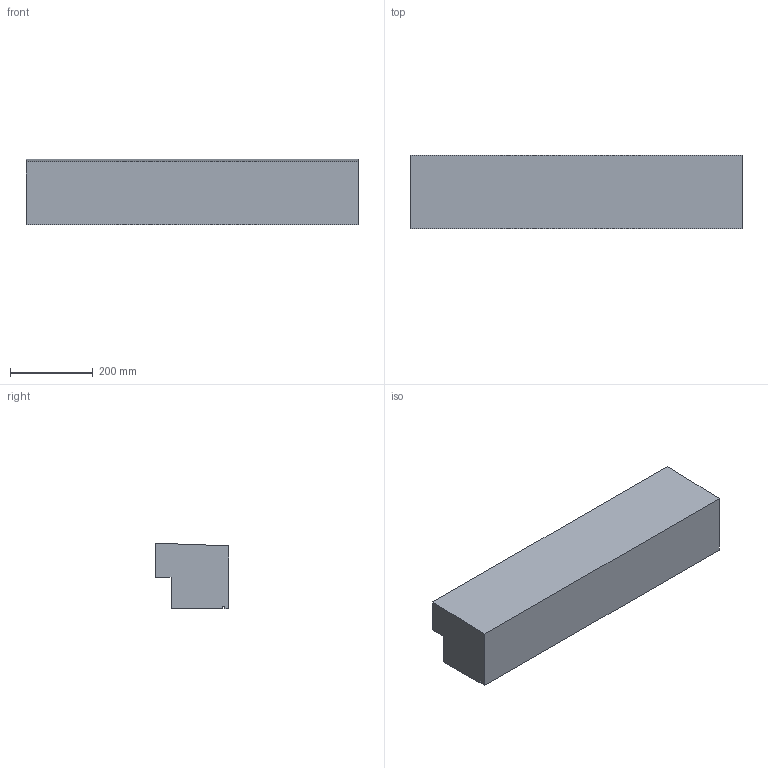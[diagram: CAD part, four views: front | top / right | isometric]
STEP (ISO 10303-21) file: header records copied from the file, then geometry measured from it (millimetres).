
FILE_DESCRIPTION(/* description */ (''),/* implementation_level */ '2;1');
FILE_NAME(/* name */ 'Screen sill D - 2.step',/* time_stamp */ '2022-10-14T09:12:07-05:00',/* author */ (''),/* organization */ (''),/* preprocessor_version */ 'ST-DEVELOPER v19',/* originating_system */ 'Autodesk Translation Framework v11.7.0.108',/* authorisation */ '');
FILE_SCHEMA (('AUTOMOTIVE_DESIGN { 1 0 10303 214 3 1 1 }'));
Length unit declared in the file: inch
Products named in the file (1): Screen sill D - 2
Bounding box: 803.27 x 177.8 x 158.75 mm (x, y, z)
Volume: 19854933.1 mm3; surface area: 595306.9 mm2
Topology: 1 solids, 1 shells, 12 faces, 30 edges, 20 vertices
Faces by surface type: plane 12
Entity records: 396 total; most frequent: CARTESIAN_POINT 63, ORIENTED_EDGE 60, DIRECTION 56, LINE 30, VECTOR 30, EDGE_CURVE 30, VERTEX_POINT 20, AXIS2_PLACEMENT_3D 13
